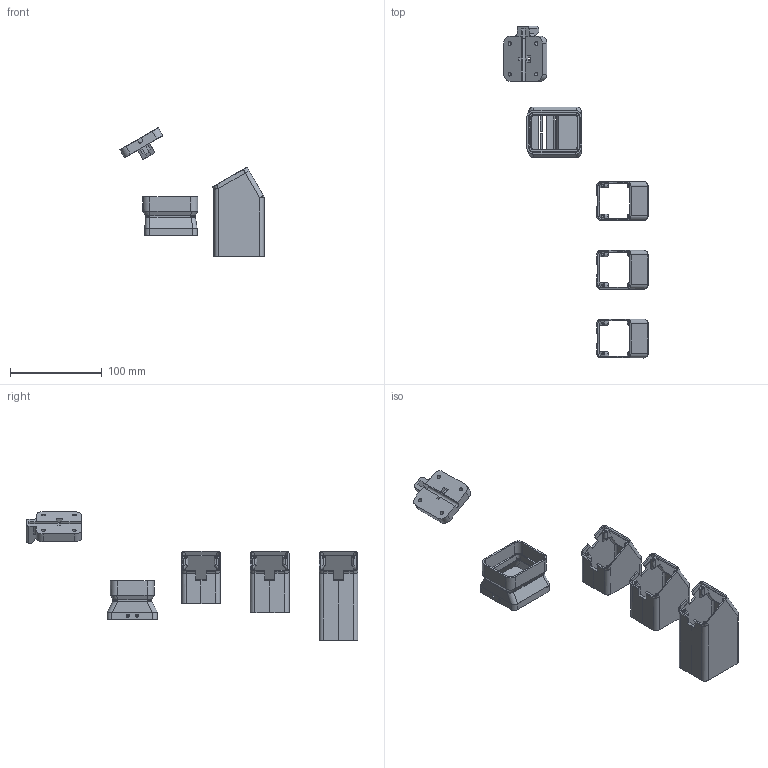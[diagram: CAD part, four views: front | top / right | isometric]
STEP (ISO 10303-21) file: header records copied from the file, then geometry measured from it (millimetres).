
FILE_DESCRIPTION(/* description */ (''),/* implementation_level */ '2;1');
FILE_NAME(/* name */ 'Component16.step',/* time_stamp */ '2023-12-03T16:39:22-06:00',/* author */ (''),/* organization */ (''),/* preprocessor_version */ 'ST-DEVELOPER v20',/* originating_system */ 'Autodesk Translation Framework v12.14.0.127',/* authorisation */ '');
FILE_SCHEMA (('AUTOMOTIVE_DESIGN { 1 0 10303 214 3 1 1 }'));
Length unit declared in the file: millimetre
Products named in the file (1): FusionComponent
Bounding box: 157.33 x 361.95 x 140.27 mm (x, y, z)
Volume: 124702.6 mm3; surface area: 104295.7 mm2
Topology: 5 solids, 5 shells, 654 faces, 1755 edges, 1108 vertices
Faces by surface type: plane 382, cylinder 179, bspline 61, sphere 24, cone 8
Full cylindrical faces by diameter (mm): 1.5 x2, 2.3 x16, 3.5 x2, 4 x4, 4.382 x2, 4.401 x2
Entity records: 21953 total; most frequent: CARTESIAN_POINT 5599, ORIENTED_EDGE 3510, DIRECTION 3246, EDGE_CURVE 1755, LINE 1242, VECTOR 1242, VERTEX_POINT 1108, AXIS2_PLACEMENT_3D 1002
